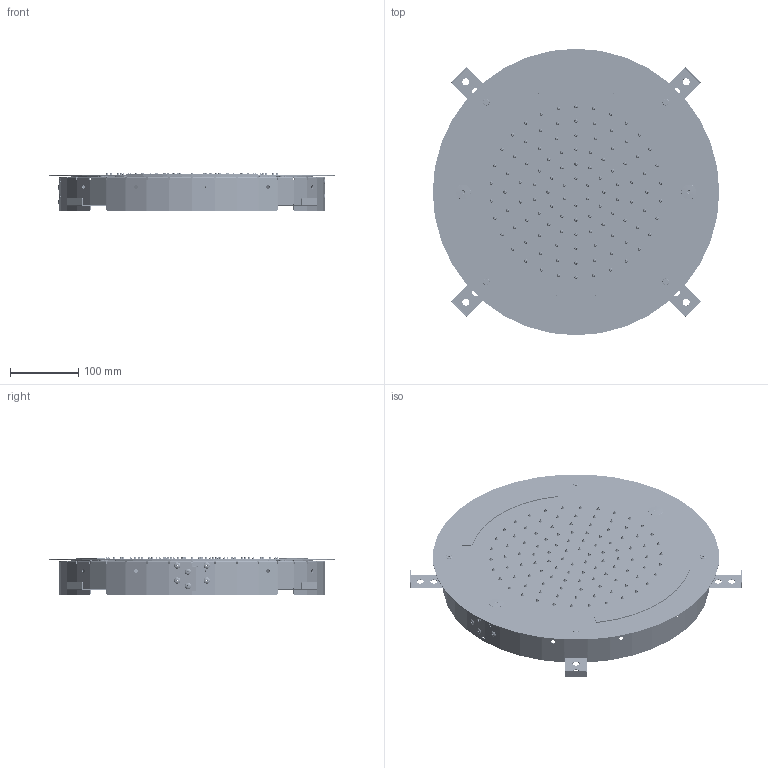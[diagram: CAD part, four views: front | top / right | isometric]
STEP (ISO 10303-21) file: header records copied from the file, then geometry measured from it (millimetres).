
FILE_DESCRIPTION(('STEP AP214'),'1');
FILE_NAME('Art.70226.stp','2021-05-07T12:05:08',(' '),(' '),'Spatial InterOp 3D',' ',' ');
FILE_SCHEMA(('AUTOMOTIVE_DESIGN { 1 0 10303 214 1 1 1 1 }'));
Length unit declared in the file: millimetre
Products named in the file (292): S.00317; ASSEM1; Art.70221; 24106; S.00110; S.00207; S.00340; 23393; T.RA003; 23394; P.00100; C_13436; STRIPS1000RGB; Seg. Guaina; Seg. LED; S.00180; 23002; 23018; 23001; 23000; S.00422; A.00075; GrT.RA069 (Int); A.00081; A.00082; T.RA069; S.00185; 22999; S.00104; T.RA063; 22998; 23019; Art.70226
Assembly tree (454 placements, depth 5):
  Art.70226
    Art.70221
      S.00317  x10
        ASSEM1
        S.00317
      24106  x2
      S.00110  x4
      S.00207  x4
        ASSEM1
        S.00207
      S.00340  x8
        ASSEM1
        (unnamed)
        (unnamed)
        (unnamed)
        (unnamed)
        S.00340
      23393
        ASSEM1
        (unnamed)
        (unnamed)
        (unnamed)
        (unnamed)
        (unnamed)
        (unnamed)
        (unnamed)
        (unnamed)
        (unnamed)
        (unnamed)
        (unnamed)
        (unnamed)
        (unnamed)
        (unnamed)
        (unnamed)
        (unnamed)
        (unnamed)
        (unnamed)
        (unnamed)
        (unnamed)
        (unnamed)
        (unnamed)
        (unnamed)
        (unnamed)
        (unnamed)
        (unnamed)
        (unnamed)
        (unnamed)
        (unnamed)
        (unnamed)
        (unnamed)
        (unnamed)
        (unnamed)
        (unnamed)
        (unnamed)
        (unnamed)
        (unnamed)
        (unnamed)
        (unnamed)
        (unnamed)
        (unnamed)
Bounding box: 420 x 420 x 55.3 mm (x, y, z)
Volume: 604826.2 mm3; surface area: 973713.2 mm2
Topology: 202 solids, 202 shells, 6731 faces, 16845 edges, 10811 vertices
Faces by surface type: plane 2629, cylinder 2043, torus 1312, bspline 400, cone 195, sphere 120, extrusion 32
Full cylindrical faces by diameter (mm): 0.4 x12, 1 x2, 1.5 x110, 1.7 x108, 2.6 x14, 3 x18, 3.1 x108, 3.3 x120, 4 x12, 4.2 x8, 4.4 x4, 4.5 x2, 4.6 x12, 4.8 x14, 5 x232, 5.2 x28, 5.5 x4, 6 x18, 6.2 x12, 6.5 x2, 6.6 x8, 6.9 x8, 7 x4, 8.2 x8, 8.566 x2, 9.5 x2, 10 x112, 10.5 x8, 12 x4, 14 x1
Entity records: 115695 total; most frequent: CARTESIAN_POINT 18661, DIRECTION 13882, ORIENTED_EDGE 12448, EDGE_CURVE 6224, AXIS2_PLACEMENT_3D 4933, VERTEX_POINT 4208, VECTOR 4016, LINE 4000
